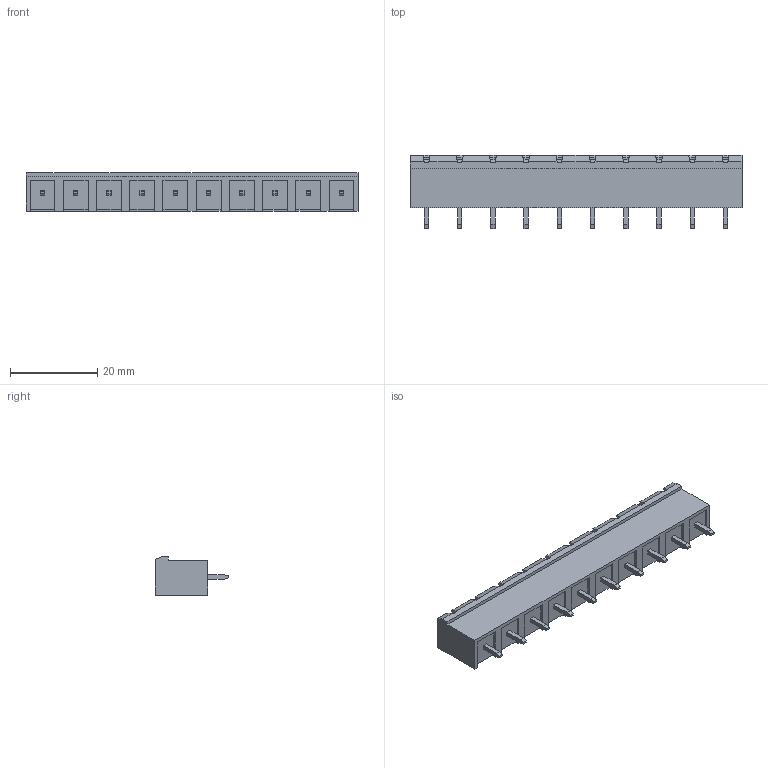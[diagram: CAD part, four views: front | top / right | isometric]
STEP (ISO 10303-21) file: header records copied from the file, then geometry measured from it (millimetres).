
FILE_DESCRIPTION (( 'STEP AP203' ), '1' );
FILE_NAME ('SOKETLI BASKILI DEVRE KLEMENSI - 7,62 MM ERKEK 180 - 10 LI.STEP', '2018-09-24T09:08:52', ( 'user' ), ( '' ), 'SwSTEP 2.0', 'SolidWorks 2016', '' );
FILE_SCHEMA (( 'CONFIG_CONTROL_DESIGN' ));
Length unit declared in the file: millimetre
Products named in the file (1): SOKETLI BASKILI DEVRE KLEMENSI  - 7,62 MM ERKEK 180 - 10 LI
Bounding box: 76.14 x 16.8 x 8.8 mm (x, y, z)
Volume: 3322.5 mm3; surface area: 7211.6 mm2
Topology: 1 solids, 1 shells, 773 faces, 2173 edges, 1442 vertices
Faces by surface type: plane 641, cylinder 122, cone 10
Entity records: 24738 total; most frequent: CARTESIAN_POINT 4449, ORIENTED_EDGE 4346, DIRECTION 3975, EDGE_CURVE 2173, VECTOR 1879, LINE 1879, VERTEX_POINT 1442, AXIS2_PLACEMENT_3D 1048
